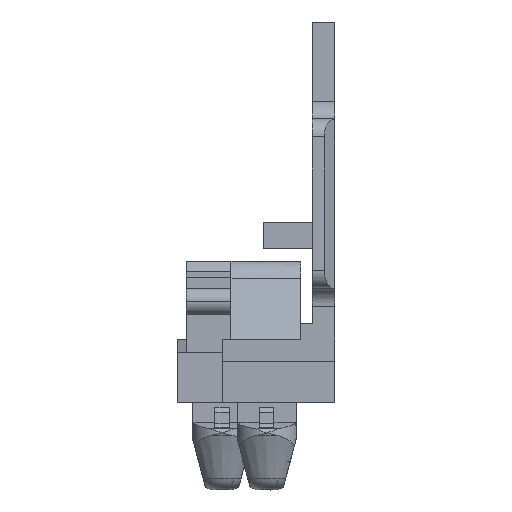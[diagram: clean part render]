
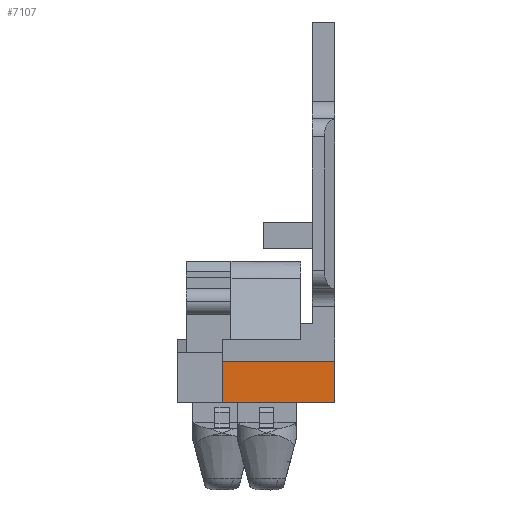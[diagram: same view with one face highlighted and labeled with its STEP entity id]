
A CAD part, front view. The second image highlights one B-rep face of the part: STEP entity #7107.
In plain terms, the highlighted planar face has unit normal (0, -1, 0).
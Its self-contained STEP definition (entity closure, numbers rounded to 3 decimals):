
#7087=AXIS2_PLACEMENT_3D('Plane Axis2P3D',#7084,#7085,#7086) ;
#5817=CARTESIAN_POINT('Vertex',(8.8,12.8,7.2)) ;
#5820=CARTESIAN_POINT('Line Origine',(8.8,12.8,6.05)) ;
#5824=CARTESIAN_POINT('Vertex',(8.8,12.8,4.9)) ;
#7069=CARTESIAN_POINT('Vertex',(2.5,12.8,7.2)) ;
#7072=CARTESIAN_POINT('Line Origine',(5.65,12.8,7.2)) ;
#7084=CARTESIAN_POINT('Axis2P3D Location',(8.8,12.8,7.2)) ;
#7089=CARTESIAN_POINT('Line Origine',(5.65,12.8,4.9)) ;
#7093=CARTESIAN_POINT('Vertex',(2.5,12.8,4.9)) ;
#7096=CARTESIAN_POINT('Line Origine',(2.5,12.8,6.05)) ;
#5821=DIRECTION('Vector Direction',(0.,0.,1.)) ;
#7073=DIRECTION('Vector Direction',(1.,0.,0.)) ;
#7085=DIRECTION('Axis2P3D Direction',(0.,-1.,0.)) ;
#7086=DIRECTION('Axis2P3D XDirection',(0.,0.,-1.)) ;
#7090=DIRECTION('Vector Direction',(1.,0.,0.)) ;
#7097=DIRECTION('Vector Direction',(0.,0.,-1.)) ;
#5822=VECTOR('Line Direction',#5821,1.) ;
#7074=VECTOR('Line Direction',#7073,1.) ;
#7091=VECTOR('Line Direction',#7090,1.) ;
#7098=VECTOR('Line Direction',#7097,1.) ;
#7102=ORIENTED_EDGE('',*,*,#7095,.T.) ;
#7103=ORIENTED_EDGE('',*,*,#5826,.T.) ;
#7104=ORIENTED_EDGE('',*,*,#7076,.F.) ;
#7105=ORIENTED_EDGE('',*,*,#7100,.T.) ;
#7107=ADVANCED_FACE('38924_ZVLA_LI_RC_ZPS2.5.1',(#7106),#7088,.T.) ;
#5826=EDGE_CURVE('',#5825,#5818,#5823,.T.) ;
#7076=EDGE_CURVE('',#7070,#5818,#7075,.T.) ;
#7095=EDGE_CURVE('',#7094,#5825,#7092,.T.) ;
#7100=EDGE_CURVE('',#7070,#7094,#7099,.T.) ;
#7101=EDGE_LOOP('',(#7102,#7103,#7104,#7105)) ;
#7106=FACE_OUTER_BOUND('',#7101,.T.) ;
#5823=LINE('Line',#5820,#5822) ;
#7075=LINE('Line',#7072,#7074) ;
#7092=LINE('Line',#7089,#7091) ;
#7099=LINE('Line',#7096,#7098) ;
#7088=PLANE('',#7087) ;
#5818=VERTEX_POINT('',#5817) ;
#5825=VERTEX_POINT('',#5824) ;
#7070=VERTEX_POINT('',#7069) ;
#7094=VERTEX_POINT('',#7093) ;
